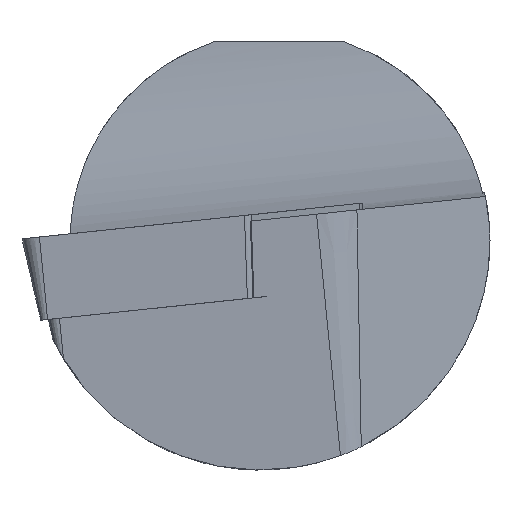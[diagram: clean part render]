
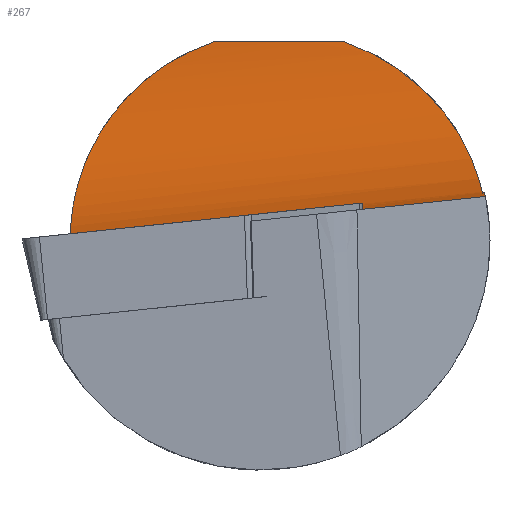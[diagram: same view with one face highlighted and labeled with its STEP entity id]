
A CAD part, left-side view. The second image highlights one B-rep face of the part: STEP entity #267.
In plain terms, the highlighted cylindrical face has radius 13 mm (diameter 26 mm), a partial arc.
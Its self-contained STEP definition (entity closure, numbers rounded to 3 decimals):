
#123=ELLIPSE('',#643,130.071,13.);
#149=CYLINDRICAL_SURFACE('',#649,13.);
#159=FACE_OUTER_BOUND('',#308,.T.);
#189=LINE('',#922,#228);
#228=VECTOR('',#717,1.);
#267=ADVANCED_FACE('',(#159),#149,.F.);
#308=EDGE_LOOP('',(#376,#377,#378,#379,#380,#381,#382));
#376=ORIENTED_EDGE('',*,*,#558,.T.);
#377=ORIENTED_EDGE('',*,*,#552,.T.);
#378=ORIENTED_EDGE('',*,*,#559,.F.);
#379=ORIENTED_EDGE('',*,*,#549,.T.);
#380=ORIENTED_EDGE('',*,*,#570,.T.);
#381=ORIENTED_EDGE('',*,*,#565,.T.);
#382=ORIENTED_EDGE('',*,*,#571,.T.);
#498=VERTEX_POINT('',#855);
#500=VERTEX_POINT('',#867);
#501=VERTEX_POINT('',#870);
#502=VERTEX_POINT('',#877);
#504=VERTEX_POINT('',#882);
#512=VERTEX_POINT('',#921);
#513=VERTEX_POINT('',#923);
#549=EDGE_CURVE('',#500,#498,#622,.T.);
#552=EDGE_CURVE('',#502,#501,#623,.T.);
#558=EDGE_CURVE('',#504,#502,#627,.T.);
#559=EDGE_CURVE('',#500,#501,#123,.T.);
#565=EDGE_CURVE('',#513,#512,#189,.T.);
#570=EDGE_CURVE('',#498,#513,#628,.T.);
#571=EDGE_CURVE('',#512,#504,#629,.T.);
#622=B_SPLINE_CURVE_WITH_KNOTS('',3,(#857,#858,#859,#860,#861,#862,#863,
#864,#865,#866),.UNSPECIFIED.,.F.,.F.,(4,2,2,2,4),(0.,0.25,0.5,0.75,1.),
 .UNSPECIFIED.);
#623=B_SPLINE_CURVE_WITH_KNOTS('',3,(#871,#872,#873,#874,#875,#876),
 .UNSPECIFIED.,.F.,.F.,(4,2,4),(0.,0.5,1.),.UNSPECIFIED.);
#627=B_SPLINE_CURVE_WITH_KNOTS('',3,(#903,#904,#905,#906),.UNSPECIFIED.,
 .F.,.F.,(4,4),(0.,1.),.UNSPECIFIED.);
#628=B_SPLINE_CURVE_WITH_KNOTS('',3,(#932,#933,#934,#935),.UNSPECIFIED.,
 .F.,.F.,(4,4),(0.,1.),.UNSPECIFIED.);
#629=B_SPLINE_CURVE_WITH_KNOTS('',3,(#936,#937,#938,#939),.UNSPECIFIED.,
 .F.,.F.,(4,4),(0.,1.),.UNSPECIFIED.);
#643=AXIS2_PLACEMENT_3D('',#909,#707,#708);
#649=AXIS2_PLACEMENT_3D('',#940,#726,#727);
#707=DIRECTION('',(0.,0.,-1.));
#708=DIRECTION('',(0.294,0.956,0.));
#717=DIRECTION('',(-0.293,-0.951,0.1));
#726=DIRECTION('',(0.293,0.951,-0.1));
#727=DIRECTION('',(0.956,-0.294,0.));
#855=CARTESIAN_POINT('',(18.576,9.994,0.355));
#857=CARTESIAN_POINT('',(25.941,3.122,9.5));
#858=CARTESIAN_POINT('',(26.234,4.374,9.089));
#859=CARTESIAN_POINT('',(26.422,5.582,8.407));
#860=CARTESIAN_POINT('',(26.266,7.617,6.62));
#861=CARTESIAN_POINT('',(25.896,8.413,5.528));
#862=CARTESIAN_POINT('',(24.469,9.45,3.469));
#863=CARTESIAN_POINT('',(23.446,9.697,2.544));
#864=CARTESIAN_POINT('',(21.162,9.959,1.149));
#865=CARTESIAN_POINT('',(19.877,9.983,0.651));
#866=CARTESIAN_POINT('',(18.576,9.994,0.355));
#867=CARTESIAN_POINT('',(25.941,3.122,9.5));
#870=CARTESIAN_POINT('',(23.78,-3.122,9.5));
#871=CARTESIAN_POINT('',(12.,-9.726,2.324));
#872=CARTESIAN_POINT('',(14.677,-9.611,2.806));
#873=CARTESIAN_POINT('',(17.172,-9.308,4.08));
#874=CARTESIAN_POINT('',(21.179,-7.282,7.09));
#875=CARTESIAN_POINT('',(22.663,-5.454,8.734));
#876=CARTESIAN_POINT('',(23.78,-3.122,9.5));
#877=CARTESIAN_POINT('',(12.,-9.726,2.324));
#882=CARTESIAN_POINT('',(11.775,-9.834,2.301));
#903=CARTESIAN_POINT('',(11.775,-9.834,2.301));
#904=CARTESIAN_POINT('',(11.85,-9.798,2.309));
#905=CARTESIAN_POINT('',(11.925,-9.762,2.316));
#906=CARTESIAN_POINT('',(12.,-9.726,2.324));
#909=CARTESIAN_POINT('',(25.591,44.112,9.5));
#921=CARTESIAN_POINT('',(9.381,-9.879,2.103));
#922=CARTESIAN_POINT('',(7.081,-17.349,2.888));
#923=CARTESIAN_POINT('',(14.848,7.873,0.237));
#932=CARTESIAN_POINT('',(18.576,9.994,0.355));
#933=CARTESIAN_POINT('',(17.506,9.017,0.284));
#934=CARTESIAN_POINT('',(16.239,8.282,0.194));
#935=CARTESIAN_POINT('',(14.848,7.873,0.237));
#936=CARTESIAN_POINT('',(9.381,-9.879,2.103));
#937=CARTESIAN_POINT('',(10.185,-9.879,2.103));
#938=CARTESIAN_POINT('',(10.985,-9.865,2.17));
#939=CARTESIAN_POINT('',(11.775,-9.834,2.301));
#940=CARTESIAN_POINT('',(7.081,-15.99,15.817));
